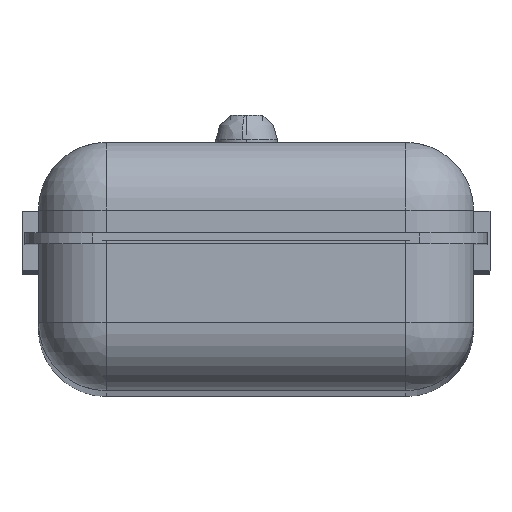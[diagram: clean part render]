
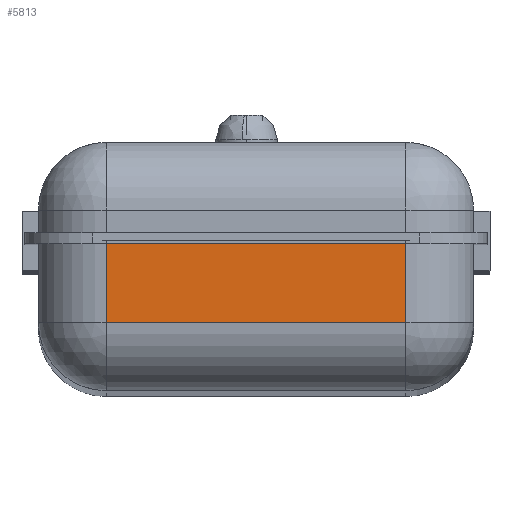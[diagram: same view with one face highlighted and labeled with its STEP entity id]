
A CAD part, top view. The second image highlights one B-rep face of the part: STEP entity #5813.
In plain terms, the highlighted planar face has unit normal (0, 0, 1).
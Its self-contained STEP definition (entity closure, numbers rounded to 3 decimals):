
#260 = AXIS2_PLACEMENT_3D ( 'NONE', #7379, #2774, #8137 ) ;
#737 = LINE ( 'NONE', #789, #8623 ) ;
#789 = CARTESIAN_POINT ( 'NONE',  ( 0., 6.565, 0. ) ) ;
#884 = LINE ( 'NONE', #3905, #6728 ) ;
#989 = CARTESIAN_POINT ( 'NONE',  ( -15.878, 36.565, 0. ) ) ;
#1332 = VERTEX_POINT ( 'NONE', #4087 ) ;
#1692 = EDGE_CURVE ( 'NONE', #6753, #3334, #5519, .T. ) ;
#1892 = ORIENTED_EDGE ( 'NONE', *, *, #7215, .T. ) ;
#2482 = EDGE_CURVE ( 'NONE', #1332, #6753, #884, .T. ) ;
#2774 = DIRECTION ( 'NONE',  ( 0., 0., 1. ) ) ;
#2777 = EDGE_CURVE ( 'NONE', #3334, #8942, #737, .T. ) ;
#2939 = ORIENTED_EDGE ( 'NONE', *, *, #2777, .T. ) ;
#3334 = VERTEX_POINT ( 'NONE', #5243 ) ;
#3905 = CARTESIAN_POINT ( 'NONE',  ( -40.878, 36.565, 0. ) ) ;
#4061 = LINE ( 'NONE', #9773, #8159 ) ;
#4087 = CARTESIAN_POINT ( 'NONE',  ( 94.122, 36.565, 0. ) ) ;
#5243 = CARTESIAN_POINT ( 'NONE',  ( -15.878, 6.565, 0. ) ) ;
#5292 = VECTOR ( 'NONE', #9843, 1000. ) ;
#5352 = DIRECTION ( 'NONE',  ( 1., 0., 0. ) ) ;
#5519 = LINE ( 'NONE', #9077, #5292 ) ;
#5813 = ADVANCED_FACE ( 'NONE', ( #6411 ), #8108, .T. ) ;
#6411 = FACE_OUTER_BOUND ( 'NONE', #8981, .T. ) ;
#6663 = ORIENTED_EDGE ( 'NONE', *, *, #1692, .T. ) ;
#6722 = DIRECTION ( 'NONE',  ( 0., 1., 0. ) ) ;
#6728 = VECTOR ( 'NONE', #8446, 1000. ) ;
#6753 = VERTEX_POINT ( 'NONE', #989 ) ;
#7072 = ORIENTED_EDGE ( 'NONE', *, *, #2482, .T. ) ;
#7215 = EDGE_CURVE ( 'NONE', #8942, #1332, #4061, .T. ) ;
#7379 = CARTESIAN_POINT ( 'NONE',  ( 0., 0., 0. ) ) ;
#8108 = PLANE ( 'NONE',  #260 ) ;
#8137 = DIRECTION ( 'NONE',  ( 1., 0., 0. ) ) ;
#8159 = VECTOR ( 'NONE', #6722, 1000. ) ;
#8446 = DIRECTION ( 'NONE',  ( -1., 0., 0. ) ) ;
#8623 = VECTOR ( 'NONE', #5352, 1000. ) ;
#8683 = CARTESIAN_POINT ( 'NONE',  ( 94.122, 6.565, 0. ) ) ;
#8942 = VERTEX_POINT ( 'NONE', #8683 ) ;
#8981 = EDGE_LOOP ( 'NONE', ( #2939, #1892, #7072, #6663 ) ) ;
#9077 = CARTESIAN_POINT ( 'NONE',  ( -15.878, 0., 0. ) ) ;
#9773 = CARTESIAN_POINT ( 'NONE',  ( 94.122, 0., 0. ) ) ;
#9843 = DIRECTION ( 'NONE',  ( 0., -1., 0. ) ) ;
